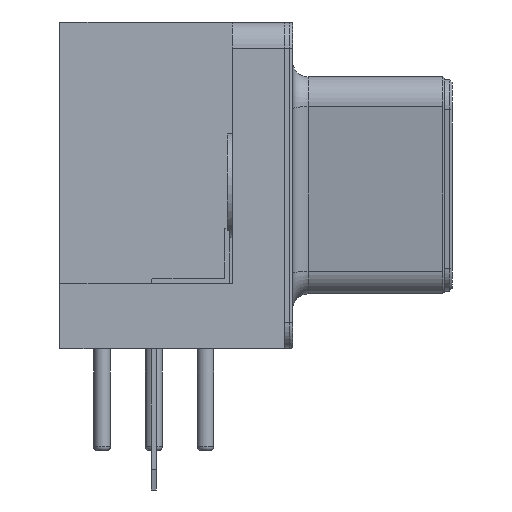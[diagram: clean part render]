
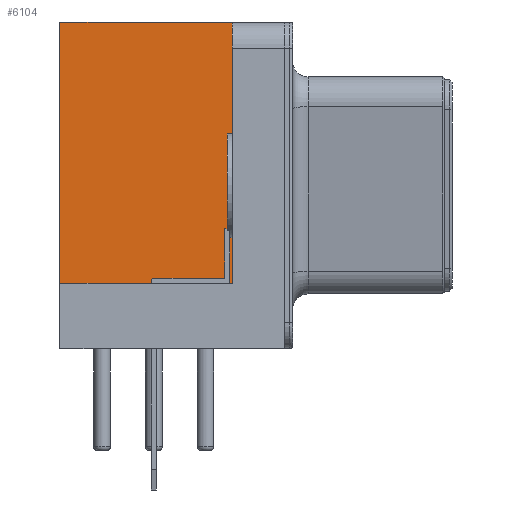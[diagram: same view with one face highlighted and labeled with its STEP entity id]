
A CAD part, left-side view. The second image highlights one B-rep face of the part: STEP entity #6104.
In plain terms, the highlighted planar face has unit normal (-1, 0, 0).
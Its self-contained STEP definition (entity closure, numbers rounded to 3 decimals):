
#4562 = VERTEX_POINT('',#4563);
#4563 = CARTESIAN_POINT('',(-36.508,1.61,12.5));
#4569 = EDGE_CURVE('',#4570,#4562,#4572,.T.);
#4570 = VERTEX_POINT('',#4571);
#4571 = CARTESIAN_POINT('',(-36.508,-4.99,12.5));
#4572 = LINE('',#4573,#4574);
#4573 = CARTESIAN_POINT('',(-36.508,-5.99,12.5));
#4574 = VECTOR('',#4575,1.);
#4575 = DIRECTION('',(0.,1.,0.));
#5931 = EDGE_CURVE('',#5932,#4562,#5934,.T.);
#5932 = VERTEX_POINT('',#5933);
#5933 = CARTESIAN_POINT('',(-36.508,1.61,2.5));
#5934 = LINE('',#5935,#5936);
#5935 = CARTESIAN_POINT('',(-36.508,1.61,4.375));
#5936 = VECTOR('',#5937,1.);
#5937 = DIRECTION('',(0.,0.,1.));
#6078 = VERTEX_POINT('',#6079);
#6079 = CARTESIAN_POINT('',(-36.508,-4.99,2.5));
#6085 = EDGE_CURVE('',#6078,#4570,#6086,.T.);
#6086 = LINE('',#6087,#6088);
#6087 = CARTESIAN_POINT('',(-36.508,-4.99,2.5));
#6088 = VECTOR('',#6089,1.);
#6089 = DIRECTION('',(0.,0.,1.));
#6104 = ADVANCED_FACE('',(#6105),#6116,.F.);
#6105 = FACE_BOUND('',#6106,.F.);
#6106 = EDGE_LOOP('',(#6107,#6108,#6114,#6115));
#6107 = ORIENTED_EDGE('',*,*,#6085,.F.);
#6108 = ORIENTED_EDGE('',*,*,#6109,.T.);
#6109 = EDGE_CURVE('',#6078,#5932,#6110,.T.);
#6110 = LINE('',#6111,#6112);
#6111 = CARTESIAN_POINT('',(-36.508,-4.99,2.5));
#6112 = VECTOR('',#6113,1.);
#6113 = DIRECTION('',(0.,1.,0.));
#6114 = ORIENTED_EDGE('',*,*,#5931,.T.);
#6115 = ORIENTED_EDGE('',*,*,#4569,.F.);
#6116 = PLANE('',#6117);
#6117 = AXIS2_PLACEMENT_3D('',#6118,#6119,#6120);
#6118 = CARTESIAN_POINT('',(-36.508,-4.99,2.5));
#6119 = DIRECTION('',(1.,0.,0.));
#6120 = DIRECTION('',(0.,0.,1.));
